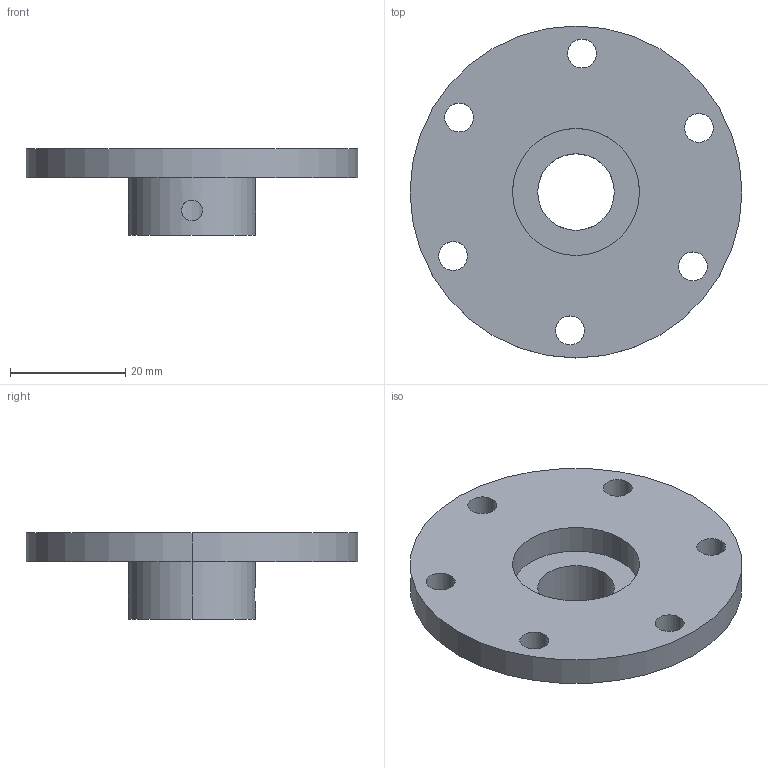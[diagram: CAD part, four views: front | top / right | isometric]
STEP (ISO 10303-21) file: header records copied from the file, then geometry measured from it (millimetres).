
FILE_DESCRIPTION (( 'STEP AP214' ), '1' );
FILE_NAME ('female flange new.STEP', '2019-02-19T19:56:08', ( '' ), ( '' ), 'SwSTEP 2.0', 'SolidWorks 2017', '' );
FILE_SCHEMA (( 'AUTOMOTIVE_DESIGN' ));
Length unit declared in the file: millimetre
Products named in the file (1): female flange new
Bounding box: 57.5 x 57.5 x 15 mm (x, y, z)
Volume: 12869.6 mm3; surface area: 7539 mm2
Topology: 2 solids, 2 shells, 26 faces, 66 edges, 44 vertices
Faces by surface type: cylinder 22, plane 4
Entity records: 989 total; most frequent: CARTESIAN_POINT 245, DIRECTION 156, ORIENTED_EDGE 132, AXIS2_PLACEMENT_3D 67, EDGE_CURVE 66, EDGE_LOOP 44, VERTEX_POINT 44, CIRCLE 40
